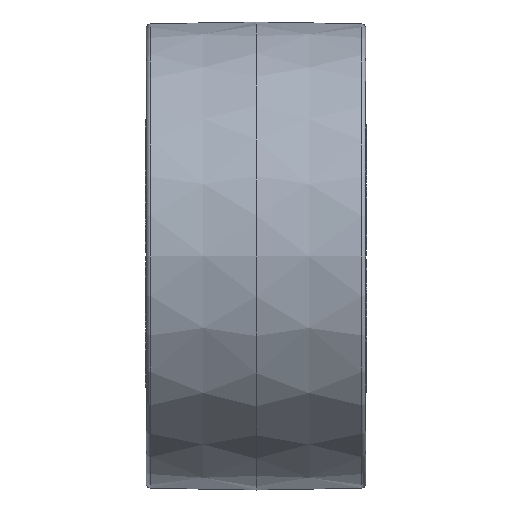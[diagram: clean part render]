
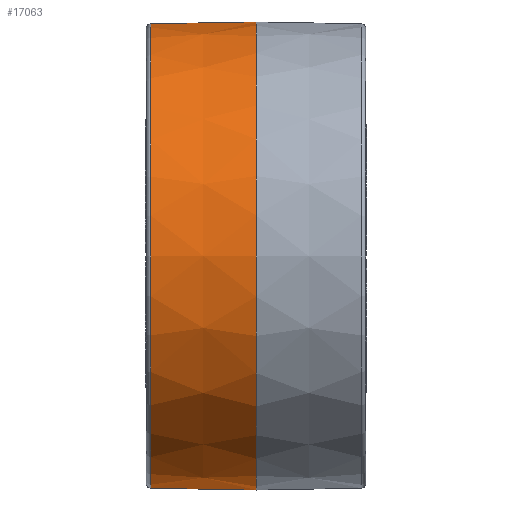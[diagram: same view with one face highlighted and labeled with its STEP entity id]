
A CAD part, front view. The second image highlights one B-rep face of the part: STEP entity #17063.
In plain terms, the highlighted conical face has half-angle 1 degrees and reference radius 25.201 mm.
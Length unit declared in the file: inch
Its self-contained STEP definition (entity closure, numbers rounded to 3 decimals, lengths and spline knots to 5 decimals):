
#112 = CARTESIAN_POINT ( 'NONE',  ( 0., 0., 1. ) ) ;
#239 = ORIENTED_EDGE ( 'NONE', *, *, #14163, .F. ) ;
#610 = DIRECTION ( 'NONE',  ( 1., 0., 0.017 ) ) ;
#1426 = CIRCLE ( 'NONE', #45980, 0.99216 ) ;
#6389 = DIRECTION ( 'NONE',  ( 0., 0., -1. ) ) ;
#6973 = DIRECTION ( 'NONE',  ( 1., 0., 0. ) ) ;
#7962 = ORIENTED_EDGE ( 'NONE', *, *, #25408, .T. ) ;
#8028 = VERTEX_POINT ( 'NONE', #39148 ) ;
#10910 = CARTESIAN_POINT ( 'NONE',  ( -0.44941, 0., 0. ) ) ;
#12793 = VECTOR ( 'NONE', #610, 39.37008 ) ;
#14163 = EDGE_CURVE ( 'NONE', #40131, #35126, #25043, .T. ) ;
#14575 = CARTESIAN_POINT ( 'NONE',  ( -0.44941, 0., 0.99216 ) ) ;
#15797 = AXIS2_PLACEMENT_3D ( 'NONE', #27677, #19607, #26570 ) ;
#16850 = DIRECTION ( 'NONE',  ( 1., 0., 0. ) ) ;
#17063 = ADVANCED_FACE ( 'NONE', ( #45523 ), #35816, .T. ) ;
#17371 = AXIS2_PLACEMENT_3D ( 'NONE', #35190, #16850, #6389 ) ;
#17702 = ORIENTED_EDGE ( 'NONE', *, *, #24874, .T. ) ;
#18160 = EDGE_CURVE ( 'NONE', #35126, #8028, #19585, .T. ) ;
#19527 = VERTEX_POINT ( 'NONE', #37704 ) ;
#19585 = CIRCLE ( 'NONE', #17371, 1. ) ;
#19607 = DIRECTION ( 'NONE',  ( 1., 0., 0. ) ) ;
#19911 = CARTESIAN_POINT ( 'NONE',  ( -0.44941, 0., -0.99216 ) ) ;
#23165 = LINE ( 'NONE', #19911, #44494 ) ;
#24874 = EDGE_CURVE ( 'NONE', #19527, #8028, #23165, .T. ) ;
#25043 = LINE ( 'NONE', #14575, #12793 ) ;
#25408 = EDGE_CURVE ( 'NONE', #40131, #19527, #1426, .T. ) ;
#26570 = DIRECTION ( 'NONE',  ( 0., 0., -1. ) ) ;
#27677 = CARTESIAN_POINT ( 'NONE',  ( -0.44941, 0., 0. ) ) ;
#35126 = VERTEX_POINT ( 'NONE', #112 ) ;
#35190 = CARTESIAN_POINT ( 'NONE',  ( 0., 0., 0. ) ) ;
#35816 = CONICAL_SURFACE ( 'NONE', #15797, 0.99216, 0.017 ) ;
#36358 = CARTESIAN_POINT ( 'NONE',  ( -0.44941, 0., 0.99216 ) ) ;
#37317 = DIRECTION ( 'NONE',  ( 1., 0., -0.017 ) ) ;
#37347 = EDGE_LOOP ( 'NONE', ( #239, #7962, #17702, #43068 ) ) ;
#37704 = CARTESIAN_POINT ( 'NONE',  ( -0.44941, 0., -0.99216 ) ) ;
#39148 = CARTESIAN_POINT ( 'NONE',  ( 0., 0., -1. ) ) ;
#40131 = VERTEX_POINT ( 'NONE', #36358 ) ;
#43068 = ORIENTED_EDGE ( 'NONE', *, *, #18160, .F. ) ;
#44494 = VECTOR ( 'NONE', #37317, 39.37008 ) ;
#45523 = FACE_OUTER_BOUND ( 'NONE', #37347, .T. ) ;
#45968 = DIRECTION ( 'NONE',  ( 0., 0., -1. ) ) ;
#45980 = AXIS2_PLACEMENT_3D ( 'NONE', #10910, #6973, #45968 ) ;
